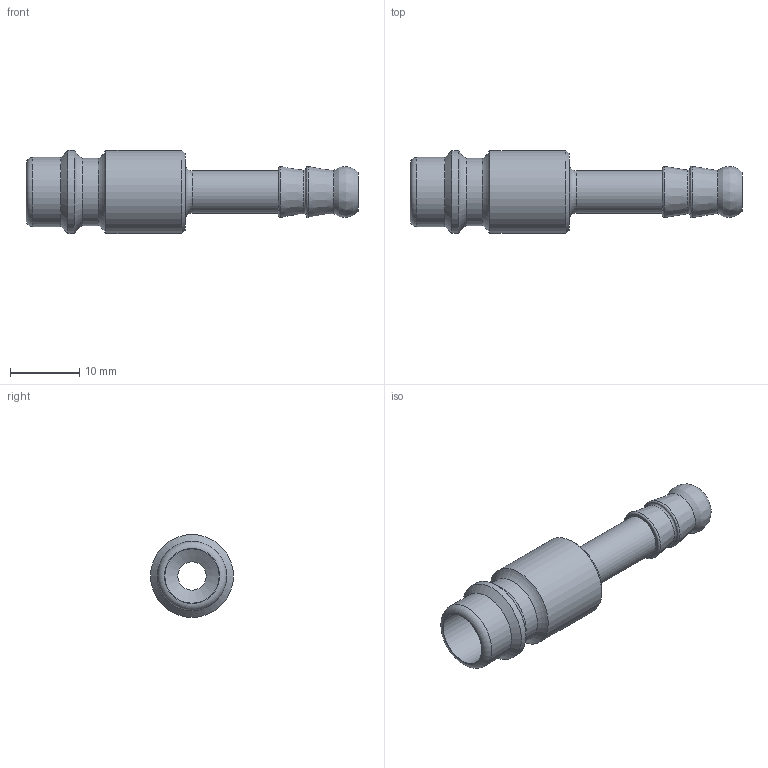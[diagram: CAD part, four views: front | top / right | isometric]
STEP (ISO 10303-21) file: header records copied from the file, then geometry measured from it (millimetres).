
FILE_DESCRIPTION((''),'2;1');
FILE_NAME('26sftf06mxnstp.stp','2013-06-26T14:24:21',('IA176480'),(''),'Autodesk Inventor 2013','Autodesk Inventor 2013','');
FILE_SCHEMA(('AUTOMOTIVE_DESIGN { 1 0 10303 214 1 1 1 1 }'));
Length unit declared in the file: millimetre
Products named in the file (1): D106787
Bounding box: 48 x 12 x 12 mm (x, y, z)
Volume: 1728.3 mm3; surface area: 2363.5 mm2
Topology: 1 solids, 1 shells, 24 faces, 46 edges, 26 vertices
Faces by surface type: cylinder 7, torus 6, cone 5, plane 4, bspline 2
Full cylindrical faces by diameter (mm): 4.1 x1, 6.1 x1, 7.85 x1, 9.75 x1, 10 x1, 12 x2
Entity records: 635 total; most frequent: CARTESIAN_POINT 202, DIRECTION 92, ORIENTED_EDGE 50, EDGE_LOOP 47, AXIS2_PLACEMENT_3D 46, EDGE_CURVE 25, VERTEX_POINT 24, FACE_OUTER_BOUND 24
